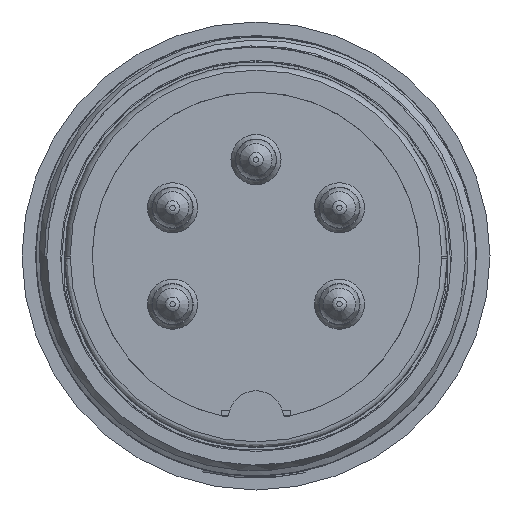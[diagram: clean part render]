
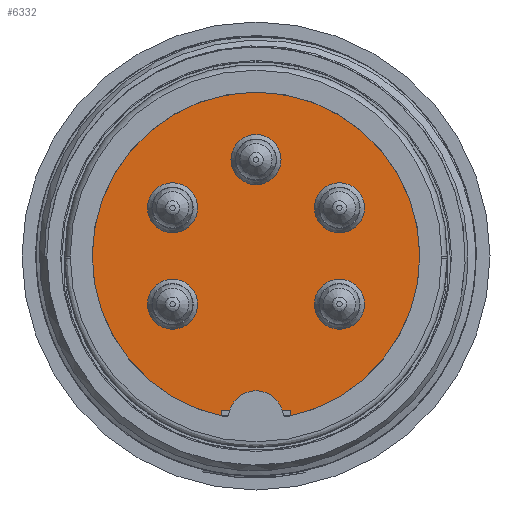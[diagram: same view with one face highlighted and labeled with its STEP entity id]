
A CAD part, front view. The second image highlights one B-rep face of the part: STEP entity #6332.
In plain terms, the highlighted planar face has unit normal (0, -1, 0).
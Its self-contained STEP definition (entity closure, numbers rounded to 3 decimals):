
#209=FACE_BOUND('',#8160,.T.);
#210=FACE_BOUND('',#8161,.T.);
#211=FACE_BOUND('',#8162,.T.);
#212=FACE_BOUND('',#8163,.T.);
#213=FACE_BOUND('',#8164,.T.);
#214=FACE_BOUND('',#8165,.T.);
#6332=ADVANCED_FACE('',(#209,#210,#211,#212,#213,#214),#6876,.F.);
#6876=PLANE('',#18515);
#8160=EDGE_LOOP('',(#11890));
#8161=EDGE_LOOP('',(#11891));
#8162=EDGE_LOOP('',(#11892));
#8163=EDGE_LOOP('',(#11893));
#8164=EDGE_LOOP('',(#11894));
#8165=EDGE_LOOP('',(#11895,#11896,#11897,#11898,#11899,#11900,#11901,#11902));
#8812=CIRCLE('',#18423,5.95);
#8814=CIRCLE('',#18425,5.95);
#8852=CIRCLE('',#18509,0.91);
#8853=CIRCLE('',#18510,0.91);
#8854=CIRCLE('',#18511,0.91);
#8855=CIRCLE('',#18512,0.91);
#8856=CIRCLE('',#18513,0.91);
#8857=CIRCLE('',#18514,6.5);
#11890=ORIENTED_EDGE('',*,*,#15101,.F.);
#11891=ORIENTED_EDGE('',*,*,#15102,.F.);
#11892=ORIENTED_EDGE('',*,*,#15103,.F.);
#11893=ORIENTED_EDGE('',*,*,#15104,.F.);
#11894=ORIENTED_EDGE('',*,*,#15105,.F.);
#11895=ORIENTED_EDGE('',*,*,#15106,.F.);
#11896=ORIENTED_EDGE('',*,*,#14990,.T.);
#11897=ORIENTED_EDGE('',*,*,#14985,.T.);
#11898=ORIENTED_EDGE('',*,*,#15107,.F.);
#11899=ORIENTED_EDGE('',*,*,#14989,.T.);
#11900=ORIENTED_EDGE('',*,*,#14992,.T.);
#11901=ORIENTED_EDGE('',*,*,#15108,.F.);
#11902=ORIENTED_EDGE('',*,*,#15109,.F.);
#13132=VERTEX_POINT('',#26791);
#13144=VERTEX_POINT('',#26817);
#13189=VERTEX_POINT('',#26946);
#13336=VERTEX_POINT('',#27553);
#13339=VERTEX_POINT('',#27564);
#13340=VERTEX_POINT('',#27594);
#13407=VERTEX_POINT('',#27942);
#13408=VERTEX_POINT('',#27944);
#13409=VERTEX_POINT('',#27946);
#13410=VERTEX_POINT('',#27948);
#13411=VERTEX_POINT('',#27950);
#13412=VERTEX_POINT('',#27952);
#13413=VERTEX_POINT('',#27955);
#14985=EDGE_CURVE('',#13339,#13189,#16218,.T.);
#14989=EDGE_CURVE('',#13144,#13340,#16221,.T.);
#14990=EDGE_CURVE('',#13132,#13339,#8812,.T.);
#14992=EDGE_CURVE('',#13340,#13336,#8814,.T.);
#15101=EDGE_CURVE('',#13407,#13407,#8852,.T.);
#15102=EDGE_CURVE('',#13408,#13408,#8853,.T.);
#15103=EDGE_CURVE('',#13409,#13409,#8854,.T.);
#15104=EDGE_CURVE('',#13410,#13410,#8855,.T.);
#15105=EDGE_CURVE('',#13411,#13411,#8856,.T.);
#15106=EDGE_CURVE('',#13132,#13412,#16273,.T.);
#15107=EDGE_CURVE('',#13144,#13189,#8857,.T.);
#15108=EDGE_CURVE('',#13413,#13336,#16274,.T.);
#15109=EDGE_CURVE('',#13412,#13413,#16275,.T.);
#16218=LINE('',#27563,#17277);
#16221=LINE('',#27595,#17280);
#16273=LINE('',#27951,#17332);
#16274=LINE('',#27954,#17333);
#16275=LINE('',#27956,#17334);
#17277=VECTOR('',#21458,1.);
#17280=VECTOR('',#21465,1.);
#17332=VECTOR('',#21701,1.);
#17333=VECTOR('',#21704,1.);
#17334=VECTOR('',#21705,1.);
#18423=AXIS2_PLACEMENT_3D('',#27597,#21468,#21469);
#18425=AXIS2_PLACEMENT_3D('',#27599,#21472,#21473);
#18509=AXIS2_PLACEMENT_3D('',#27941,#21691,#21692);
#18510=AXIS2_PLACEMENT_3D('',#27943,#21693,#21694);
#18511=AXIS2_PLACEMENT_3D('',#27945,#21695,#21696);
#18512=AXIS2_PLACEMENT_3D('',#27947,#21697,#21698);
#18513=AXIS2_PLACEMENT_3D('',#27949,#21699,#21700);
#18514=AXIS2_PLACEMENT_3D('',#27953,#21702,#21703);
#18515=AXIS2_PLACEMENT_3D('',#27957,#21706,#21707);
#21458=DIRECTION('',(1.,0.,0.));
#21465=DIRECTION('',(1.,0.,0.));
#21468=DIRECTION('',(0.,-1.,0.));
#21469=DIRECTION('',(0.202,0.,-0.979));
#21472=DIRECTION('',(0.,-1.,0.));
#21473=DIRECTION('',(-1.,0.,0.));
#21691=DIRECTION('',(0.,-1.,0.));
#21692=DIRECTION('',(1.,0.,0.));
#21693=DIRECTION('',(0.,-1.,0.));
#21694=DIRECTION('',(1.,0.,0.));
#21695=DIRECTION('',(0.,-1.,0.));
#21696=DIRECTION('',(1.,0.,0.));
#21697=DIRECTION('',(0.,-1.,0.));
#21698=DIRECTION('',(1.,0.,0.));
#21699=DIRECTION('',(0.,-1.,0.));
#21700=DIRECTION('',(1.,0.,0.));
#21701=DIRECTION('',(0.,0.,1.));
#21702=DIRECTION('',(0.,1.,0.));
#21703=DIRECTION('',(-1.,0.,0.));
#21704=DIRECTION('',(0.,0.,-1.));
#21705=DIRECTION('',(-1.,0.,0.));
#21706=DIRECTION('',(0.,1.,0.));
#21707=DIRECTION('',(-1.,0.,0.));
#26791=CARTESIAN_POINT('',(-12.087,-5.218,1.549));
#26817=CARTESIAN_POINT('',(-19.837,-5.218,7.366));
#26946=CARTESIAN_POINT('',(-6.837,-5.218,7.366));
#27553=CARTESIAN_POINT('',(-14.587,-5.218,1.549));
#27563=CARTESIAN_POINT('',(-7.387,-5.218,7.366));
#27564=CARTESIAN_POINT('',(-7.387,-5.218,7.366));
#27594=CARTESIAN_POINT('',(-19.287,-5.218,7.366));
#27595=CARTESIAN_POINT('',(-20.287,-5.218,7.366));
#27597=CARTESIAN_POINT('',(-13.337,-5.218,7.366));
#27599=CARTESIAN_POINT('',(-13.337,-5.218,7.366));
#27941=CARTESIAN_POINT('',(-16.368,-5.218,9.116));
#27942=CARTESIAN_POINT('',(-15.458,-5.218,9.116));
#27943=CARTESIAN_POINT('',(-10.306,-5.218,5.616));
#27944=CARTESIAN_POINT('',(-9.396,-5.218,5.616));
#27945=CARTESIAN_POINT('',(-13.337,-5.218,10.866));
#27946=CARTESIAN_POINT('',(-12.427,-5.218,10.866));
#27947=CARTESIAN_POINT('',(-16.368,-5.218,5.616));
#27948=CARTESIAN_POINT('',(-15.458,-5.218,5.616));
#27949=CARTESIAN_POINT('',(-10.306,-5.218,9.116));
#27950=CARTESIAN_POINT('',(-9.396,-5.218,9.116));
#27951=CARTESIAN_POINT('',(-12.087,-5.218,1.766));
#27952=CARTESIAN_POINT('',(-12.087,-5.218,1.766));
#27953=CARTESIAN_POINT('',(-13.337,-5.218,7.366));
#27954=CARTESIAN_POINT('',(-14.587,-5.218,0.988));
#27955=CARTESIAN_POINT('',(-14.587,-5.218,1.766));
#27956=CARTESIAN_POINT('',(-14.587,-5.218,1.766));
#27957=CARTESIAN_POINT('',(-13.337,-5.218,7.366));
